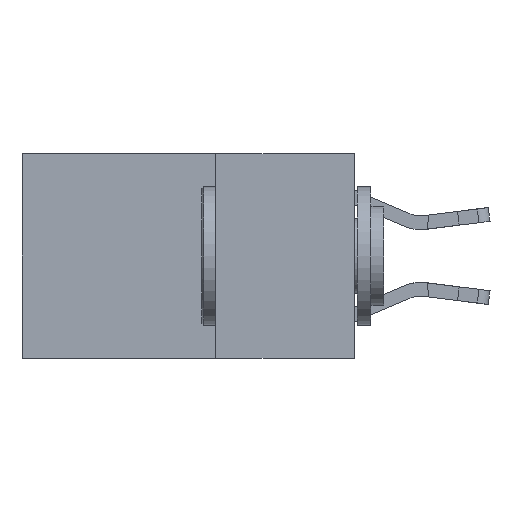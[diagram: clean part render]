
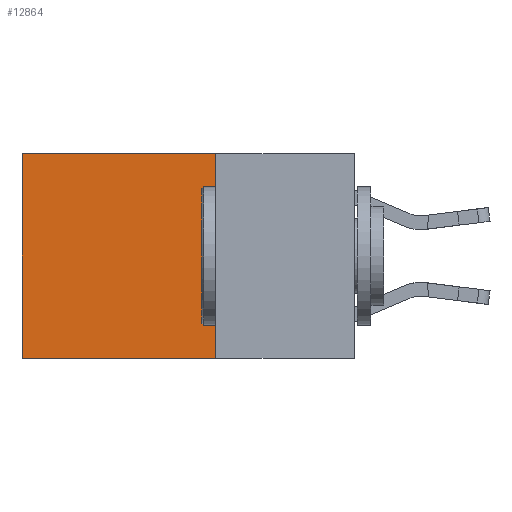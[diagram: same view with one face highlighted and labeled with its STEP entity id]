
A CAD part, left-side view. The second image highlights one B-rep face of the part: STEP entity #12864.
In plain terms, the highlighted planar face has unit normal (-1, 0, 0).
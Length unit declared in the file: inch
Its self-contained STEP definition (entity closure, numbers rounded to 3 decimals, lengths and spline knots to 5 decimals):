
#155 = DIRECTION ( 'NONE',  ( 0., 1., 0. ) ) ;
#190 = ORIENTED_EDGE ( 'NONE', *, *, #10007, .T. ) ;
#235 = LINE ( 'NONE', #6945, #10527 ) ;
#1126 = ORIENTED_EDGE ( 'NONE', *, *, #6145, .F. ) ;
#1466 = PLANE ( 'NONE',  #8430 ) ;
#1651 = DIRECTION ( 'NONE',  ( 0., 1., 0. ) ) ;
#1902 = CARTESIAN_POINT ( 'NONE',  ( 0.2625, 0.25, 0. ) ) ;
#2449 = ORIENTED_EDGE ( 'NONE', *, *, #12127, .F. ) ;
#2837 = VECTOR ( 'NONE', #1651, 39.37008 ) ;
#2864 = DIRECTION ( 'NONE',  ( 0., 0., -1. ) ) ;
#3668 = CARTESIAN_POINT ( 'NONE',  ( 0.2625, 0.6, -0.37 ) ) ;
#3724 = DIRECTION ( 'NONE',  ( 1., 0., 0. ) ) ;
#3771 = VERTEX_POINT ( 'NONE', #1902 ) ;
#4861 = CARTESIAN_POINT ( 'NONE',  ( 0.2625, 0.25, 0. ) ) ;
#5546 = LINE ( 'NONE', #10126, #8772 ) ;
#6145 = EDGE_CURVE ( 'NONE', #12131, #10999, #235, .T. ) ;
#6368 = EDGE_CURVE ( 'NONE', #3771, #7054, #9619, .T. ) ;
#6721 = ORIENTED_EDGE ( 'NONE', *, *, #6368, .T. ) ;
#6945 = CARTESIAN_POINT ( 'NONE',  ( 0.2625, 0.25, -0.37 ) ) ;
#7054 = VERTEX_POINT ( 'NONE', #8084 ) ;
#7481 = CARTESIAN_POINT ( 'NONE',  ( 0.2625, 0.25, -0.37 ) ) ;
#8084 = CARTESIAN_POINT ( 'NONE',  ( 0.2625, 0.6, 0. ) ) ;
#8430 = AXIS2_PLACEMENT_3D ( 'NONE', #4861, #3724, #12894 ) ;
#8583 = LINE ( 'NONE', #13190, #10825 ) ;
#8772 = VECTOR ( 'NONE', #12444, 39.37008 ) ;
#9619 = LINE ( 'NONE', #11944, #2837 ) ;
#10007 = EDGE_CURVE ( 'NONE', #7054, #10999, #5546, .T. ) ;
#10126 = CARTESIAN_POINT ( 'NONE',  ( 0.2625, 0.6, 0. ) ) ;
#10527 = VECTOR ( 'NONE', #155, 39.37008 ) ;
#10569 = FACE_OUTER_BOUND ( 'NONE', #12926, .T. ) ;
#10825 = VECTOR ( 'NONE', #2864, 39.37008 ) ;
#10999 = VERTEX_POINT ( 'NONE', #3668 ) ;
#11944 = CARTESIAN_POINT ( 'NONE',  ( 0.2625, 0.25, 0. ) ) ;
#12127 = EDGE_CURVE ( 'NONE', #3771, #12131, #8583, .T. ) ;
#12131 = VERTEX_POINT ( 'NONE', #7481 ) ;
#12444 = DIRECTION ( 'NONE',  ( 0., 0., -1. ) ) ;
#12864 = ADVANCED_FACE ( 'NONE', ( #10569 ), #1466, .F. ) ;
#12894 = DIRECTION ( 'NONE',  ( 0., 0., -1. ) ) ;
#12926 = EDGE_LOOP ( 'NONE', ( #190, #1126, #2449, #6721 ) ) ;
#13190 = CARTESIAN_POINT ( 'NONE',  ( 0.2625, 0.25, 0. ) ) ;
